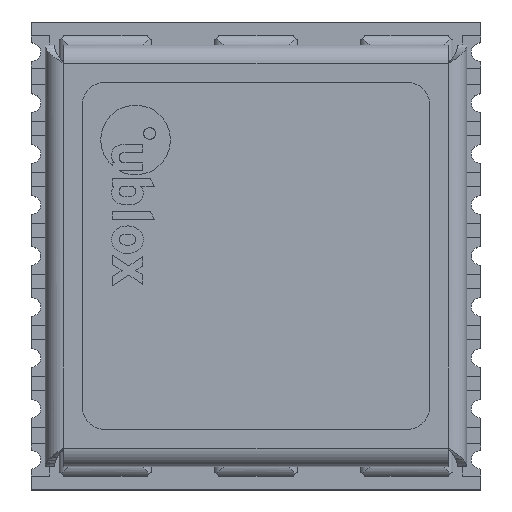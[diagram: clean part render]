
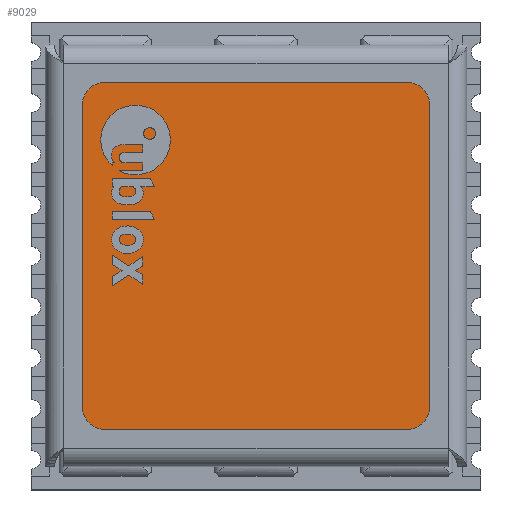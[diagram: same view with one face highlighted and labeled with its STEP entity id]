
A CAD part, top view. The second image highlights one B-rep face of the part: STEP entity #9029.
In plain terms, the highlighted face is planar.
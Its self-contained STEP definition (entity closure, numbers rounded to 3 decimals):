
#607=PLANE('',#9582);
#975=FACE_OUTER_BOUND('',#1486,.T.);
#1486=EDGE_LOOP('',(#6338,#6339,#6340,#6341,#6342,#6343,#6344,#6345));
#2002=LINE('',#12786,#3000);
#2006=LINE('',#12798,#3004);
#2010=LINE('',#12810,#3008);
#2013=LINE('',#12819,#3011);
#3000=VECTOR('',#10316,1000.);
#3004=VECTOR('',#10328,1000.);
#3008=VECTOR('',#10340,1000.);
#3011=VECTOR('',#10351,1000.);
#3995=CIRCLE('',#9568,0.5);
#3997=CIRCLE('',#9572,0.5);
#3999=CIRCLE('',#9576,0.5);
#4001=CIRCLE('',#9580,0.5);
#4138=VERTEX_POINT('',#12776);
#4139=VERTEX_POINT('',#12778);
#4141=VERTEX_POINT('',#12784);
#4143=VERTEX_POINT('',#12790);
#4145=VERTEX_POINT('',#12796);
#4147=VERTEX_POINT('',#12802);
#4149=VERTEX_POINT('',#12808);
#4151=VERTEX_POINT('',#12814);
#5000=EDGE_CURVE('',#4139,#4138,#3995,.T.);
#5004=EDGE_CURVE('',#4138,#4141,#2002,.T.);
#5007=EDGE_CURVE('',#4141,#4143,#3997,.T.);
#5010=EDGE_CURVE('',#4143,#4145,#2006,.T.);
#5013=EDGE_CURVE('',#4145,#4147,#3999,.T.);
#5016=EDGE_CURVE('',#4147,#4149,#2010,.T.);
#5019=EDGE_CURVE('',#4149,#4151,#4001,.T.);
#5021=EDGE_CURVE('',#4151,#4139,#2013,.T.);
#6338=ORIENTED_EDGE('',*,*,#5000,.T.);
#6339=ORIENTED_EDGE('',*,*,#5004,.T.);
#6340=ORIENTED_EDGE('',*,*,#5007,.T.);
#6341=ORIENTED_EDGE('',*,*,#5010,.T.);
#6342=ORIENTED_EDGE('',*,*,#5013,.T.);
#6343=ORIENTED_EDGE('',*,*,#5016,.T.);
#6344=ORIENTED_EDGE('',*,*,#5019,.T.);
#6345=ORIENTED_EDGE('',*,*,#5021,.T.);
#9029=ADVANCED_FACE('',(#975),#607,.F.);
#9568=AXIS2_PLACEMENT_3D('',#12779,#10309,#10310);
#9572=AXIS2_PLACEMENT_3D('',#12792,#10322,#10323);
#9576=AXIS2_PLACEMENT_3D('',#12804,#10334,#10335);
#9580=AXIS2_PLACEMENT_3D('',#12816,#10346,#10347);
#9582=AXIS2_PLACEMENT_3D('',#12820,#10352,#10353);
#10309=DIRECTION('center_axis',(0.,1.,0.));
#10310=DIRECTION('ref_axis',(0.,0.,-1.));
#10316=DIRECTION('',(-1.,0.,0.));
#10322=DIRECTION('center_axis',(0.,1.,0.));
#10323=DIRECTION('ref_axis',(0.,0.,-1.));
#10328=DIRECTION('',(0.,0.,1.));
#10334=DIRECTION('center_axis',(0.,1.,0.));
#10335=DIRECTION('ref_axis',(0.,0.,-1.));
#10340=DIRECTION('',(1.,0.,0.));
#10346=DIRECTION('center_axis',(0.,1.,0.));
#10347=DIRECTION('ref_axis',(0.,0.,1.));
#10351=DIRECTION('',(0.,0.,-1.));
#10352=DIRECTION('center_axis',(0.,-1.,0.));
#10353=DIRECTION('ref_axis',(0.,0.,-1.));
#12776=CARTESIAN_POINT('',(3.25,0.1,-3.75));
#12778=CARTESIAN_POINT('',(3.75,0.1,-3.25));
#12779=CARTESIAN_POINT('Origin',(3.25,0.1,-3.25));
#12784=CARTESIAN_POINT('',(-3.25,0.1,-3.75));
#12786=CARTESIAN_POINT('',(-3.25,0.1,-3.75));
#12790=CARTESIAN_POINT('',(-3.75,0.1,-3.25));
#12792=CARTESIAN_POINT('Origin',(-3.25,0.1,-3.25));
#12796=CARTESIAN_POINT('',(-3.75,0.1,3.25));
#12798=CARTESIAN_POINT('',(-3.75,0.1,3.25));
#12802=CARTESIAN_POINT('',(-3.25,0.1,3.75));
#12804=CARTESIAN_POINT('Origin',(-3.25,0.1,3.25));
#12808=CARTESIAN_POINT('',(3.25,0.1,3.75));
#12810=CARTESIAN_POINT('',(-3.25,0.1,3.75));
#12814=CARTESIAN_POINT('',(3.75,0.1,3.25));
#12816=CARTESIAN_POINT('Origin',(3.25,0.1,3.25));
#12819=CARTESIAN_POINT('',(3.75,0.1,3.25));
#12820=CARTESIAN_POINT('Origin',(3.25,0.1,-3.25));
